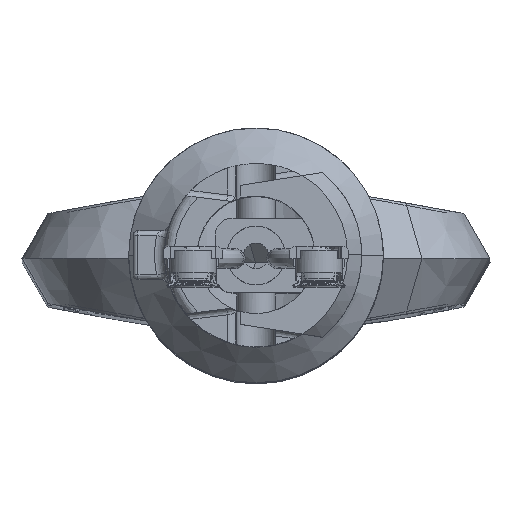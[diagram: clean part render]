
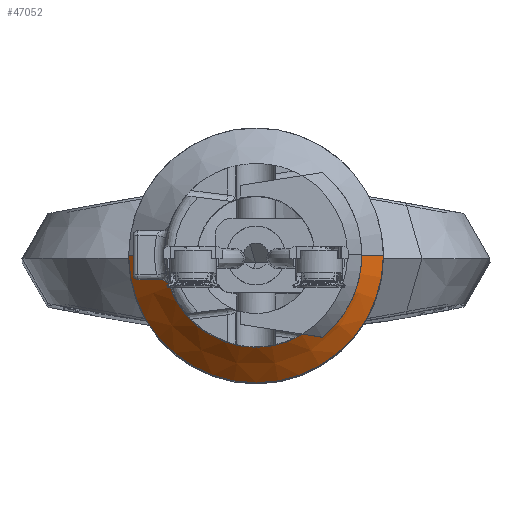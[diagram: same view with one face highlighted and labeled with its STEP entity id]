
A CAD part, top view. The second image highlights one B-rep face of the part: STEP entity #47052.
In plain terms, the highlighted conical face has half-angle 45.395 degrees and reference radius 6.5 mm.
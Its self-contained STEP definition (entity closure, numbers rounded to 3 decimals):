
#1708 = CARTESIAN_POINT ( 'NONE',  ( 5.231, 2.415, 218.186 ) ) ;
#2502 = DIRECTION ( 'NONE',  ( 1., 0., 0. ) ) ;
#6524 = EDGE_CURVE ( 'NONE', #15740, #11281, #16675, .T. ) ;
#6995 = ORIENTED_EDGE ( 'NONE', *, *, #71666, .F. ) ;
#8989 = VECTOR ( 'NONE', #43970, 1000. ) ;
#9625 = VERTEX_POINT ( 'NONE', #30920 ) ;
#11281 = VERTEX_POINT ( 'NONE', #31863 ) ;
#12113 = AXIS2_PLACEMENT_3D ( 'NONE', #22638, #34788, #67200 ) ;
#15413 = DIRECTION ( 'NONE',  ( 1., 0., 0. ) ) ;
#15740 = VERTEX_POINT ( 'NONE', #1708 ) ;
#16675 = LINE ( 'NONE', #60201, #8989 ) ;
#16923 = ORIENTED_EDGE ( 'NONE', *, *, #34549, .T. ) ;
#17219 = VERTEX_POINT ( 'NONE', #33128 ) ;
#19972 = CARTESIAN_POINT ( 'NONE',  ( -5.963, 2.415, 216.404 ) ) ;
#22638 = CARTESIAN_POINT ( 'NONE',  ( 0.537, 2.415, 218.186 ) ) ;
#27163 = EDGE_LOOP ( 'NONE', ( #6995, #44509, #16923, #50348 ) ) ;
#30504 = DIRECTION ( 'NONE',  ( 0., 0., 1. ) ) ;
#30920 = CARTESIAN_POINT ( 'NONE',  ( -5.963, 2.415, 216.404 ) ) ;
#31575 = CARTESIAN_POINT ( 'NONE',  ( 0.537, 2.415, 216.404 ) ) ;
#31863 = CARTESIAN_POINT ( 'NONE',  ( 7.037, 2.415, 216.404 ) ) ;
#33128 = CARTESIAN_POINT ( 'NONE',  ( -4.156, 2.415, 218.186 ) ) ;
#34074 = VECTOR ( 'NONE', #47260, 1000. ) ;
#34549 = EDGE_CURVE ( 'NONE', #9625, #11281, #58608, .T. ) ;
#34788 = DIRECTION ( 'NONE',  ( 0., 0., 1. ) ) ;
#42105 = LINE ( 'NONE', #19972, #34074 ) ;
#42644 = EDGE_CURVE ( 'NONE', #17219, #9625, #42105, .T. ) ;
#43970 = DIRECTION ( 'NONE',  ( 0.712, 0., -0.702 ) ) ;
#44509 = ORIENTED_EDGE ( 'NONE', *, *, #42644, .T. ) ;
#47052 = ADVANCED_FACE ( 'NONE', ( #59655 ), #68377, .T. ) ;
#47260 = DIRECTION ( 'NONE',  ( -0.712, 0., -0.702 ) ) ;
#50348 = ORIENTED_EDGE ( 'NONE', *, *, #6524, .F. ) ;
#55082 = AXIS2_PLACEMENT_3D ( 'NONE', #31575, #30504, #2502 ) ;
#58608 = CIRCLE ( 'NONE', #55082, 6.5 ) ;
#59655 = FACE_OUTER_BOUND ( 'NONE', #27163, .T. ) ;
#60201 = CARTESIAN_POINT ( 'NONE',  ( 7.037, 2.415, 216.404 ) ) ;
#60331 = CIRCLE ( 'NONE', #12113, 4.693 ) ;
#63675 = AXIS2_PLACEMENT_3D ( 'NONE', #71430, #66256, #15413 ) ;
#66256 = DIRECTION ( 'NONE',  ( 0., 0., -1. ) ) ;
#67200 = DIRECTION ( 'NONE',  ( 0., 1., 0. ) ) ;
#68377 = CONICAL_SURFACE ( 'NONE', #63675, 6.5, 0.792 ) ;
#71430 = CARTESIAN_POINT ( 'NONE',  ( 0.537, 2.415, 216.404 ) ) ;
#71666 = EDGE_CURVE ( 'NONE', #17219, #15740, #60331, .T. ) ;
